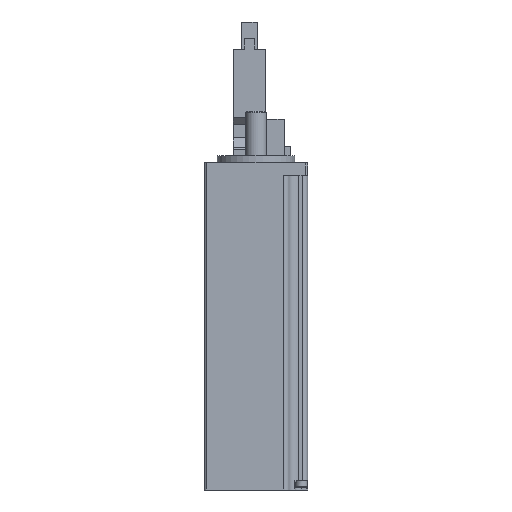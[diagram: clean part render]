
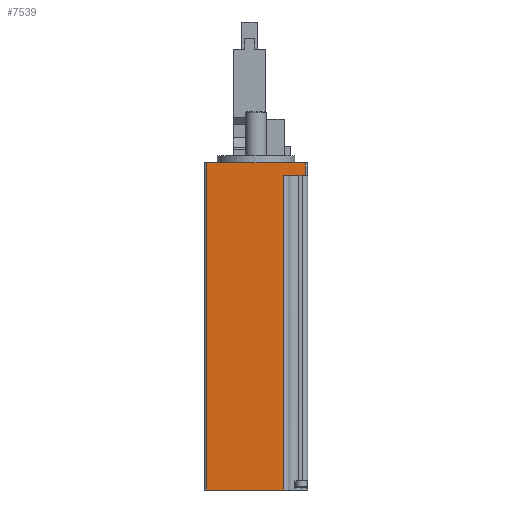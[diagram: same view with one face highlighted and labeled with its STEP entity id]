
A CAD part, front view. The second image highlights one B-rep face of the part: STEP entity #7539.
In plain terms, the highlighted planar face has unit normal (0, -1, 0).
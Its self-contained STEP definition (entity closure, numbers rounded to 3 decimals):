
#468=ORIENTED_EDGE('',*,*,#1940,.T.);
#469=ORIENTED_EDGE('',*,*,#1941,.F.);
#470=ORIENTED_EDGE('',*,*,#1936,.T.);
#471=ORIENTED_EDGE('',*,*,#1942,.F.);
#472=ORIENTED_EDGE('',*,*,#1915,.F.);
#473=ORIENTED_EDGE('',*,*,#1943,.T.);
#1915=EDGE_CURVE('',#2651,#2652,#3135,.T.);
#1936=EDGE_CURVE('',#2669,#2668,#3146,.T.);
#1940=EDGE_CURVE('',#2672,#2673,#3148,.T.);
#1941=EDGE_CURVE('',#2669,#2673,#3149,.T.);
#1942=EDGE_CURVE('',#2652,#2668,#3150,.T.);
#1943=EDGE_CURVE('',#2651,#2672,#3151,.T.);
#2651=VERTEX_POINT('',#10216);
#2652=VERTEX_POINT('',#10218);
#2668=VERTEX_POINT('',#10257);
#2669=VERTEX_POINT('',#10259);
#2672=VERTEX_POINT('',#10267);
#2673=VERTEX_POINT('',#10268);
#3135=LINE('',#10217,#3709);
#3146=LINE('',#10258,#3720);
#3148=LINE('',#10266,#3722);
#3149=LINE('',#10269,#3723);
#3150=LINE('',#10270,#3724);
#3151=LINE('',#10271,#3725);
#3709=VECTOR('',#8545,1000.);
#3720=VECTOR('',#8582,1000.);
#3722=VECTOR('',#8590,1000.);
#3723=VECTOR('',#8591,1000.);
#3724=VECTOR('',#8592,1000.);
#3725=VECTOR('',#8593,1000.);
#4213=EDGE_LOOP('',(#468,#469,#470,#471,#472,#473));
#4634=FACE_BOUND('',#4213,.T.);
#5030=PLANE('',#7913);
#7539=ADVANCED_FACE('',(#4634),#5030,.F.);
#7913=AXIS2_PLACEMENT_3D('',#10265,#8588,#8589);
#8545=DIRECTION('',(-1.,0.,0.));
#8582=DIRECTION('',(-1.,0.,0.));
#8588=DIRECTION('',(0.,1.,0.));
#8589=DIRECTION('',(0.,0.,1.));
#8590=DIRECTION('',(1.,0.,0.));
#8591=DIRECTION('',(0.,0.,-1.));
#8592=DIRECTION('',(0.,0.,1.));
#8593=DIRECTION('',(0.,0.,1.));
#10216=CARTESIAN_POINT('',(10.7,-20.,-126.6));
#10217=CARTESIAN_POINT('',(20.,-20.,-126.6));
#10218=CARTESIAN_POINT('',(-19.,-20.,-126.6));
#10257=CARTESIAN_POINT('',(-19.,-20.,0.));
#10258=CARTESIAN_POINT('',(20.,-20.,0.));
#10259=CARTESIAN_POINT('',(19.,-20.,0.));
#10265=CARTESIAN_POINT('',(20.,-20.,0.));
#10266=CARTESIAN_POINT('',(20.,-20.,-5.));
#10267=CARTESIAN_POINT('',(10.7,-20.,-5.));
#10268=CARTESIAN_POINT('',(19.,-20.,-5.));
#10269=CARTESIAN_POINT('',(19.,-20.,0.));
#10270=CARTESIAN_POINT('',(-19.,-20.,-126.6));
#10271=CARTESIAN_POINT('',(10.7,-20.,-126.6));
